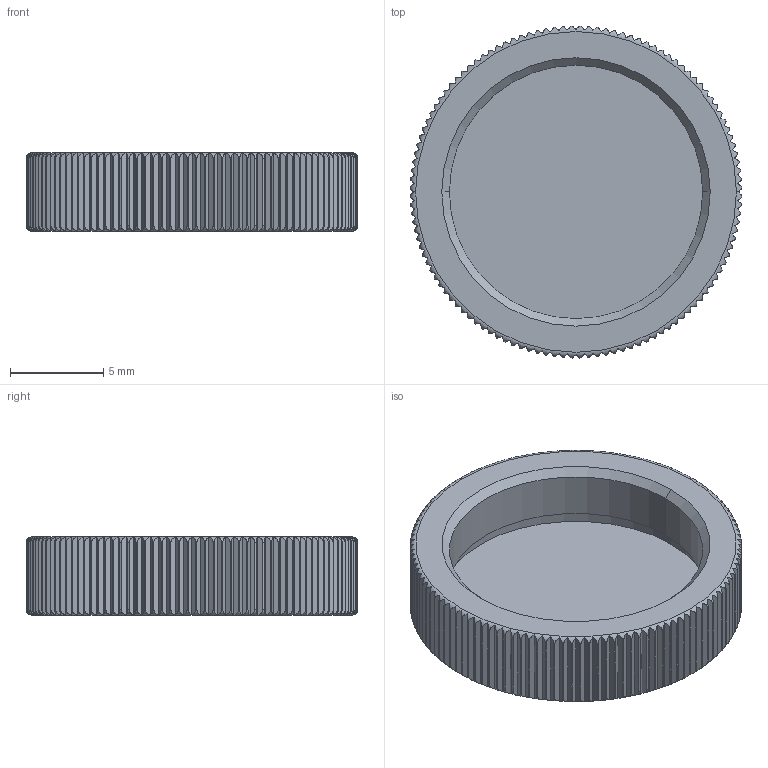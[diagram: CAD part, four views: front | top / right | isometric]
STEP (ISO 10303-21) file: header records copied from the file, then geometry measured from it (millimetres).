
FILE_DESCRIPTION (( 'STEP AP203' ), '1' );
FILE_NAME ('SM05-B1.STEP', '2025-06-18T07:58:18', ( '' ), ( '' ), 'SwSTEP 2.0', 'SolidWorks 2020', '' );
FILE_SCHEMA (( 'CONFIG_CONTROL_DESIGN' ));
Length unit declared in the file: millimetre
Products named in the file (1): SM05-B1
Bounding box: 17.8 x 17.8 x 4.2 mm (x, y, z)
Volume: 483.7 mm3; surface area: 977.8 mm2
Topology: 1 solids, 1 shells, 658 faces, 1905 edges, 1272 vertices
Faces by surface type: plane 463, cylinder 124, bspline 65, torus 4, cone 2
Entity records: 28986 total; most frequent: CARTESIAN_POINT 12705, ORIENTED_EDGE 3810, DIRECTION 2741, EDGE_CURVE 1905, VERTEX_POINT 1272, VECTOR 1037, LINE 1037, AXIS2_PLACEMENT_3D 852
